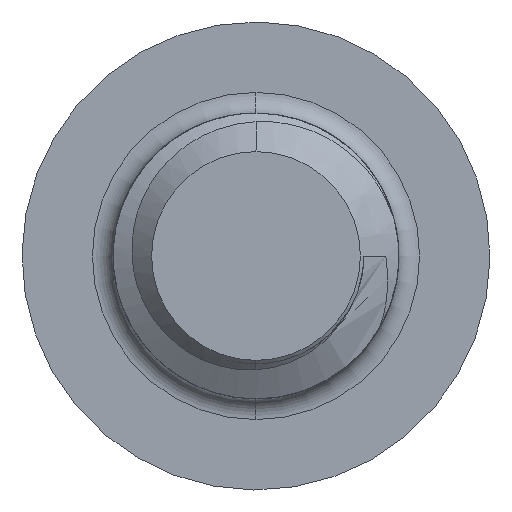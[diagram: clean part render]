
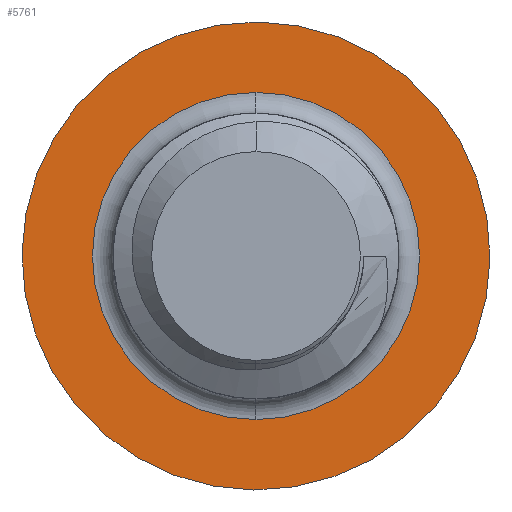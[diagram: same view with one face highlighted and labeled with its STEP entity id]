
A CAD part, front view. The second image highlights one B-rep face of the part: STEP entity #5761.
In plain terms, the highlighted planar face has unit normal (0, -1, 0).
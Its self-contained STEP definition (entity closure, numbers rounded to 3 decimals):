
#35 = CIRCLE ( 'NONE', #8375, 2.87 ) ;
#149 = FACE_OUTER_BOUND ( 'NONE', #2931, .T. ) ;
#450 = DIRECTION ( 'NONE',  ( 0., 0., -1. ) ) ;
#810 = VERTEX_POINT ( 'NONE', #2736 ) ;
#1043 = CIRCLE ( 'NONE', #7588, 2.007 ) ;
#1628 = VERTEX_POINT ( 'NONE', #7250 ) ;
#1638 = EDGE_LOOP ( 'NONE', ( #2708, #5905 ) ) ;
#2387 = DIRECTION ( 'NONE',  ( -1., 0., 0.009 ) ) ;
#2395 = DIRECTION ( 'NONE',  ( 0., 1., 0. ) ) ;
#2405 = CARTESIAN_POINT ( 'NONE',  ( -21.63, 45.617, -24.123 ) ) ;
#2708 = ORIENTED_EDGE ( 'NONE', *, *, #8257, .F. ) ;
#2714 = DIRECTION ( 'NONE',  ( 0., 1., 0. ) ) ;
#2736 = CARTESIAN_POINT ( 'NONE',  ( -21.63, 45.617, -22.116 ) ) ;
#2931 = EDGE_LOOP ( 'NONE', ( #6314, #6642 ) ) ;
#3134 = VERTEX_POINT ( 'NONE', #3418 ) ;
#3418 = CARTESIAN_POINT ( 'NONE',  ( -18.76, 45.617, -24.149 ) ) ;
#4111 = DIRECTION ( 'NONE',  ( 0., -1., 0. ) ) ;
#4559 = CIRCLE ( 'NONE', #7574, 2.87 ) ;
#4687 = DIRECTION ( 'NONE',  ( 0., -1., 0. ) ) ;
#4775 = CIRCLE ( 'NONE', #7862, 2.007 ) ;
#5030 = CARTESIAN_POINT ( 'NONE',  ( -24.5, 45.617, -24.096 ) ) ;
#5572 = DIRECTION ( 'NONE',  ( 1., 0., -0.009 ) ) ;
#5600 = PLANE ( 'NONE',  #8583 ) ;
#5633 = CARTESIAN_POINT ( 'NONE',  ( -21.604, 45.617, -21.252 ) ) ;
#5654 = DIRECTION ( 'NONE',  ( 0., -1., 0. ) ) ;
#5761 = ADVANCED_FACE ( 'NONE', ( #7441, #149 ), #5600, .T. ) ;
#5902 = VERTEX_POINT ( 'NONE', #5030 ) ;
#5905 = ORIENTED_EDGE ( 'NONE', *, *, #9135, .F. ) ;
#6314 = ORIENTED_EDGE ( 'NONE', *, *, #6346, .F. ) ;
#6346 = EDGE_CURVE ( 'NONE', #5902, #3134, #35, .T. ) ;
#6642 = ORIENTED_EDGE ( 'NONE', *, *, #9146, .F. ) ;
#6779 = CARTESIAN_POINT ( 'NONE',  ( -21.63, 45.617, -24.123 ) ) ;
#7250 = CARTESIAN_POINT ( 'NONE',  ( -21.63, 45.617, -26.129 ) ) ;
#7441 = FACE_BOUND ( 'NONE', #1638, .T. ) ;
#7502 = DIRECTION ( 'NONE',  ( -1., 0., 0.009 ) ) ;
#7574 = AXIS2_PLACEMENT_3D ( 'NONE', #6779, #2714, #7502 ) ;
#7588 = AXIS2_PLACEMENT_3D ( 'NONE', #8237, #4111, #8980 ) ;
#7862 = AXIS2_PLACEMENT_3D ( 'NONE', #8857, #4687, #450 ) ;
#8237 = CARTESIAN_POINT ( 'NONE',  ( -21.63, 45.617, -24.123 ) ) ;
#8257 = EDGE_CURVE ( 'NONE', #1628, #810, #4775, .T. ) ;
#8375 = AXIS2_PLACEMENT_3D ( 'NONE', #2405, #2395, #2387 ) ;
#8583 = AXIS2_PLACEMENT_3D ( 'NONE', #5633, #5654, #5572 ) ;
#8857 = CARTESIAN_POINT ( 'NONE',  ( -21.63, 45.617, -24.123 ) ) ;
#8980 = DIRECTION ( 'NONE',  ( 0., 0., -1. ) ) ;
#9135 = EDGE_CURVE ( 'NONE', #810, #1628, #1043, .T. ) ;
#9146 = EDGE_CURVE ( 'NONE', #3134, #5902, #4559, .T. ) ;
